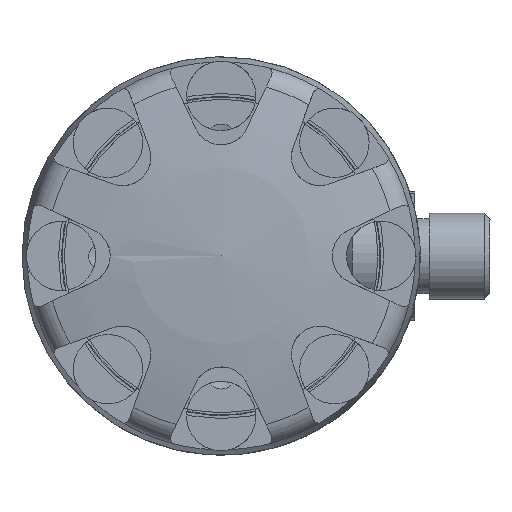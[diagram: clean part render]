
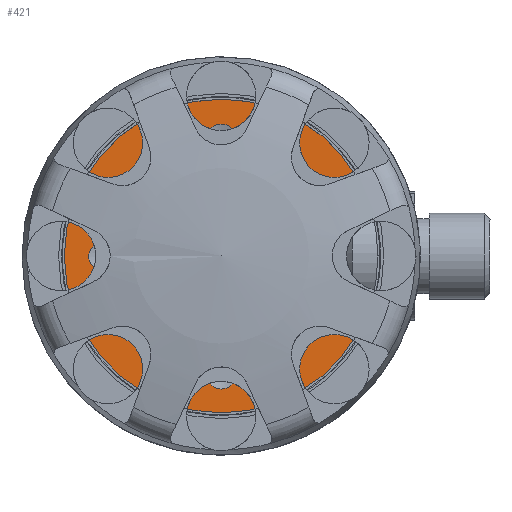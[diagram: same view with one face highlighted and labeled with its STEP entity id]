
A CAD part, top view. The second image highlights one B-rep face of the part: STEP entity #421.
In plain terms, the highlighted planar face has unit normal (0, 0, 1).
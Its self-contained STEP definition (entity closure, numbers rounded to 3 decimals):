
#421 = ADVANCED_FACE( '', ( #993, #994, #995, #996, #997, #998 ), #999, .F. );
#993 = FACE_BOUND( '', #1746, .T. );
#994 = FACE_BOUND( '', #1747, .T. );
#995 = FACE_BOUND( '', #1748, .T. );
#996 = FACE_BOUND( '', #1749, .T. );
#997 = FACE_OUTER_BOUND( '', #1750, .T. );
#998 = FACE_BOUND( '', #1751, .T. );
#999 = PLANE( '', #1752 );
#1746 = EDGE_LOOP( '', ( #2961 ) );
#1747 = EDGE_LOOP( '', ( #2962 ) );
#1748 = EDGE_LOOP( '', ( #2963 ) );
#1749 = EDGE_LOOP( '', ( #2964 ) );
#1750 = EDGE_LOOP( '', ( #2965 ) );
#1751 = EDGE_LOOP( '', ( #2966 ) );
#1752 = AXIS2_PLACEMENT_3D( '', #2967, #2968, #2969 );
#2961 = ORIENTED_EDGE( '', *, *, #4404, .T. );
#2962 = ORIENTED_EDGE( '', *, *, #4405, .T. );
#2963 = ORIENTED_EDGE( '', *, *, #4406, .T. );
#2964 = ORIENTED_EDGE( '', *, *, #4407, .T. );
#2965 = ORIENTED_EDGE( '', *, *, #4408, .F. );
#2966 = ORIENTED_EDGE( '', *, *, #4409, .T. );
#2967 = CARTESIAN_POINT( '', ( 0., 0., 6.5 ) );
#2968 = DIRECTION( '', ( 0., 0., -1. ) );
#2969 = DIRECTION( '', ( -1., 0., 0. ) );
#4404 = EDGE_CURVE( '', #5338, #5338, #5339, .T. );
#4405 = EDGE_CURVE( '', #5340, #5340, #5341, .T. );
#4406 = EDGE_CURVE( '', #5342, #5342, #5343, .T. );
#4407 = EDGE_CURVE( '', #5344, #5344, #5345, .T. );
#4408 = EDGE_CURVE( '', #5346, #5346, #5347, .T. );
#4409 = EDGE_CURVE( '', #5348, #5348, #5349, .T. );
#5338 = VERTEX_POINT( '', #6913 );
#5339 = CIRCLE( '', #6914, 2. );
#5340 = VERTEX_POINT( '', #6915 );
#5341 = CIRCLE( '', #6916, 2. );
#5342 = VERTEX_POINT( '', #6917 );
#5343 = CIRCLE( '', #6918, 2. );
#5344 = VERTEX_POINT( '', #6919 );
#5345 = CIRCLE( '', #6920, 10. );
#5346 = VERTEX_POINT( '', #6921 );
#5347 = CIRCLE( '', #6922, 25. );
#5348 = VERTEX_POINT( '', #6923 );
#5349 = CIRCLE( '', #6924, 2. );
#6913 = CARTESIAN_POINT( '', ( 0., -18.5, 6.5 ) );
#6914 = AXIS2_PLACEMENT_3D( '', #8238, #8239, #8240 );
#6915 = CARTESIAN_POINT( '', ( -18.5, 0., 6.5 ) );
#6916 = AXIS2_PLACEMENT_3D( '', #8241, #8242, #8243 );
#6917 = CARTESIAN_POINT( '', ( 0., 18.5, 6.5 ) );
#6918 = AXIS2_PLACEMENT_3D( '', #8244, #8245, #8246 );
#6919 = CARTESIAN_POINT( '', ( -10., 0., 6.5 ) );
#6920 = AXIS2_PLACEMENT_3D( '', #8247, #8248, #8249 );
#6921 = CARTESIAN_POINT( '', ( 25., 0., 6.5 ) );
#6922 = AXIS2_PLACEMENT_3D( '', #8250, #8251, #8252 );
#6923 = CARTESIAN_POINT( '', ( 18.5, 0., 6.5 ) );
#6924 = AXIS2_PLACEMENT_3D( '', #8253, #8254, #8255 );
#8238 = CARTESIAN_POINT( '', ( 0., -16.5, 6.5 ) );
#8239 = DIRECTION( '', ( 0., 0., -1. ) );
#8240 = DIRECTION( '', ( 0., -1., 0. ) );
#8241 = CARTESIAN_POINT( '', ( -16.5, 0., 6.5 ) );
#8242 = DIRECTION( '', ( 0., 0., -1. ) );
#8243 = DIRECTION( '', ( -1., 0., 0. ) );
#8244 = CARTESIAN_POINT( '', ( 0., 16.5, 6.5 ) );
#8245 = DIRECTION( '', ( 0., 0., -1. ) );
#8246 = DIRECTION( '', ( 0., 1., 0. ) );
#8247 = CARTESIAN_POINT( '', ( 0., 0., 6.5 ) );
#8248 = DIRECTION( '', ( 0., 0., -1. ) );
#8249 = DIRECTION( '', ( -1., 0., 0. ) );
#8250 = CARTESIAN_POINT( '', ( 0., 0., 6.5 ) );
#8251 = DIRECTION( '', ( 0., 0., -1. ) );
#8252 = DIRECTION( '', ( 1., 0., 0. ) );
#8253 = CARTESIAN_POINT( '', ( 16.5, 0., 6.5 ) );
#8254 = DIRECTION( '', ( 0., 0., -1. ) );
#8255 = DIRECTION( '', ( 1., 0., 0. ) );
